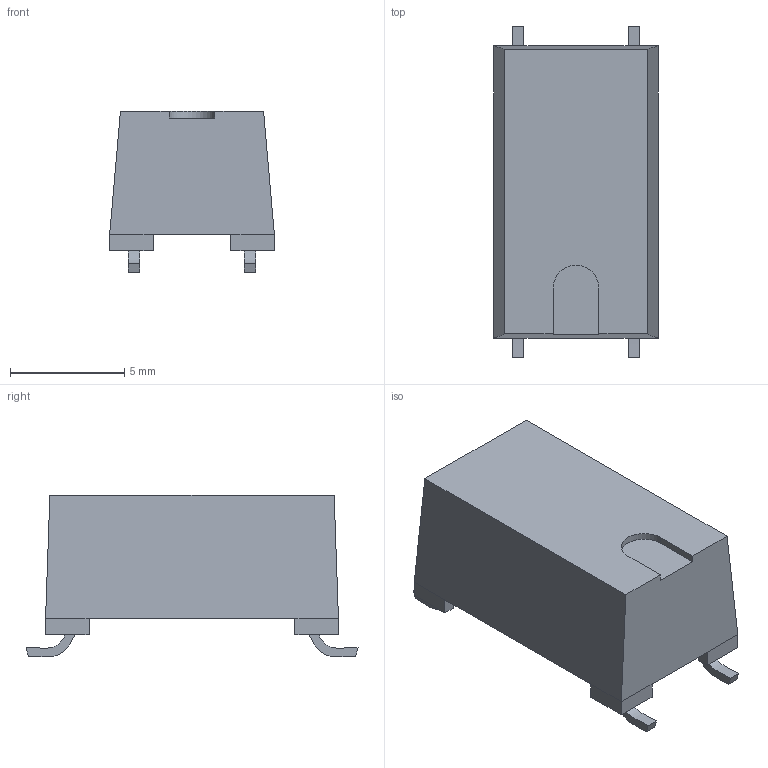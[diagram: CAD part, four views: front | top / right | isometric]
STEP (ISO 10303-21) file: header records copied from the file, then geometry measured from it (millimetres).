
FILE_DESCRIPTION (( 'STEP AP214' ), '1' );
FILE_NAME ('CNY64-SMD.STEP', '2015-12-03T05:14:52', ( '' ), ( '' ), 'SwSTEP 2.0', 'SolidWorks 2015', '' );
FILE_SCHEMA (( 'AUTOMOTIVE_DESIGN' ));
Length unit declared in the file: millimetre
Products named in the file (2): CNY64-SMD
Bounding box: 7.2 x 14.51 x 7.06 mm (x, y, z)
Volume: 463.5 mm3; surface area: 423.1 mm2
Topology: 1 solids, 1 shells, 58 faces, 144 edges, 92 vertices
Faces by surface type: plane 49, bspline 8, cylinder 1
Entity records: 2509 total; most frequent: CARTESIAN_POINT 720, ORIENTED_EDGE 288, DIRECTION 234, EDGE_CURVE 144, VECTOR 126, LINE 126, VERTEX_POINT 92, EDGE_LOOP 62
